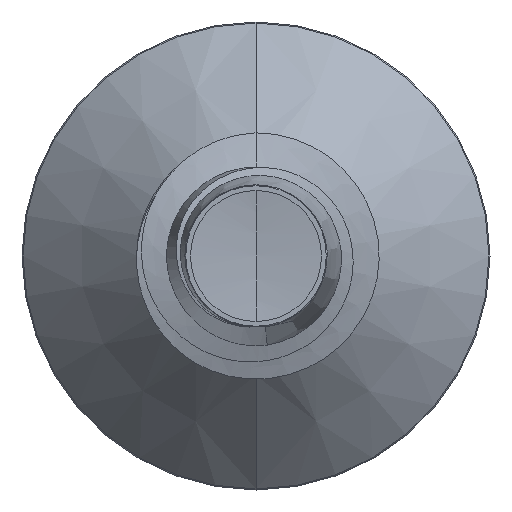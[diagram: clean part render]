
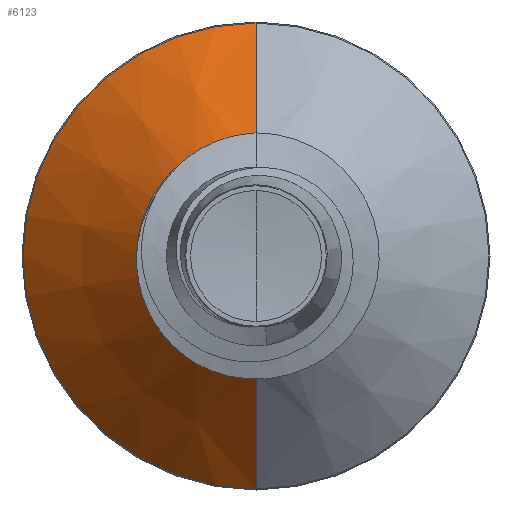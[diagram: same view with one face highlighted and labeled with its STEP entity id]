
A CAD part, front view. The second image highlights one B-rep face of the part: STEP entity #6123.
In plain terms, the highlighted conical face has half-angle 45 degrees and reference radius 0.97 mm.
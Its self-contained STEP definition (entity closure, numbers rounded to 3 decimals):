
#639 = CARTESIAN_POINT ( 'NONE',  ( 0., 0.97, 0.97 ) ) ;
#802 = DIRECTION ( 'NONE',  ( 0., 0., 1. ) ) ;
#812 = DIRECTION ( 'NONE',  ( 0., 1., 0. ) ) ;
#828 = CARTESIAN_POINT ( 'NONE',  ( 0., 0.97, 0. ) ) ;
#982 = DIRECTION ( 'NONE',  ( 0., 0.707, -0.707 ) ) ;
#1017 = AXIS2_PLACEMENT_3D ( 'NONE', #4084, #4056, #4086 ) ;
#1344 = FACE_OUTER_BOUND ( 'NONE', #1496, .T. ) ;
#1462 = DIRECTION ( 'NONE',  ( 0., 0.707, 0.707 ) ) ;
#1496 = EDGE_LOOP ( 'NONE', ( #2932, #4131, #6375, #6447 ) ) ;
#1734 = CARTESIAN_POINT ( 'NONE',  ( 0., 0.97, -0.97 ) ) ;
#1870 = CARTESIAN_POINT ( 'NONE',  ( 0., 0.97, -0.97 ) ) ;
#2090 = VERTEX_POINT ( 'NONE', #5924 ) ;
#2294 = AXIS2_PLACEMENT_3D ( 'NONE', #2676, #2668, #2655 ) ;
#2655 = DIRECTION ( 'NONE',  ( 0., 0., 1. ) ) ;
#2668 = DIRECTION ( 'NONE',  ( 0., 1., 0. ) ) ;
#2676 = CARTESIAN_POINT ( 'NONE',  ( 0., 1.891, 0. ) ) ;
#2694 = AXIS2_PLACEMENT_3D ( 'NONE', #828, #812, #802 ) ;
#2932 = ORIENTED_EDGE ( 'NONE', *, *, #4250, .F. ) ;
#3289 = VERTEX_POINT ( 'NONE', #3750 ) ;
#3605 = CARTESIAN_POINT ( 'NONE',  ( 0., 0.97, 0.97 ) ) ;
#3750 = CARTESIAN_POINT ( 'NONE',  ( 0., 1.891, -1.891 ) ) ;
#4056 = DIRECTION ( 'NONE',  ( 0., 1., 0. ) ) ;
#4084 = CARTESIAN_POINT ( 'NONE',  ( 0., 0.97, 0. ) ) ;
#4086 = DIRECTION ( 'NONE',  ( 0., 0., 1. ) ) ;
#4131 = ORIENTED_EDGE ( 'NONE', *, *, #5559, .T. ) ;
#4161 = VERTEX_POINT ( 'NONE', #1870 ) ;
#4250 = EDGE_CURVE ( 'NONE', #4161, #3289, #6584, .T. ) ;
#4947 = VERTEX_POINT ( 'NONE', #3605 ) ;
#5403 = EDGE_CURVE ( 'NONE', #4947, #2090, #6363, .T. ) ;
#5416 = CIRCLE ( 'NONE', #2694, 0.97 ) ;
#5559 = EDGE_CURVE ( 'NONE', #4161, #4947, #5416, .T. ) ;
#5681 = EDGE_CURVE ( 'NONE', #3289, #2090, #5947, .T. ) ;
#5729 = VECTOR ( 'NONE', #1462, 1000. ) ;
#5924 = CARTESIAN_POINT ( 'NONE',  ( 0., 1.891, 1.891 ) ) ;
#5947 = CIRCLE ( 'NONE', #2294, 1.891 ) ;
#6123 = ADVANCED_FACE ( 'NONE', ( #1344 ), #6294, .T. ) ;
#6294 = CONICAL_SURFACE ( 'NONE', #1017, 0.97, 0.785 ) ;
#6363 = LINE ( 'NONE', #639, #5729 ) ;
#6375 = ORIENTED_EDGE ( 'NONE', *, *, #5403, .T. ) ;
#6393 = VECTOR ( 'NONE', #982, 1000. ) ;
#6447 = ORIENTED_EDGE ( 'NONE', *, *, #5681, .F. ) ;
#6584 = LINE ( 'NONE', #1734, #6393 ) ;
